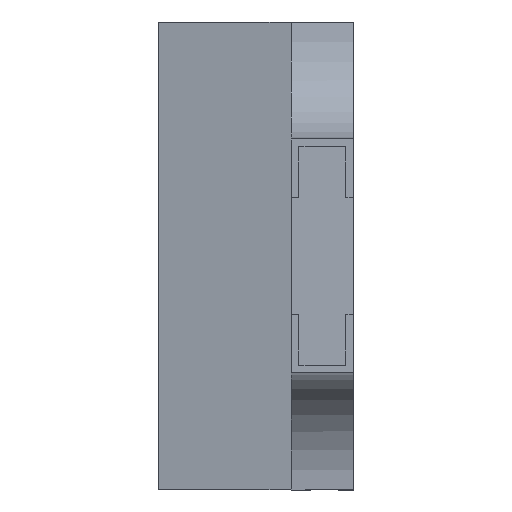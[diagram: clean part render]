
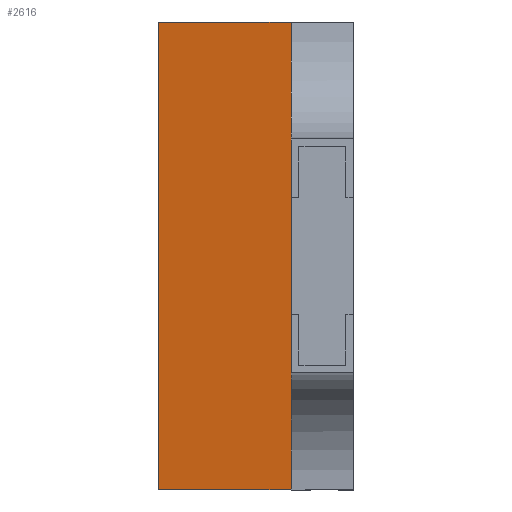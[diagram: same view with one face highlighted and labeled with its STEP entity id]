
A CAD part, left-side view. The second image highlights one B-rep face of the part: STEP entity #2616.
In plain terms, the highlighted planar face has unit normal (-0.985, 0.174, 0).
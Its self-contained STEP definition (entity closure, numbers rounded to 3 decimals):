
#164 = VECTOR ( 'NONE', #2321, 1000. ) ;
#168 = EDGE_CURVE ( 'NONE', #3760, #740, #3613, .T. ) ;
#268 = ORIENTED_EDGE ( 'NONE', *, *, #2968, .T. ) ;
#323 = VERTEX_POINT ( 'NONE', #487 ) ;
#330 = AXIS2_PLACEMENT_3D ( 'NONE', #3123, #3709, #1069 ) ;
#395 = ORIENTED_EDGE ( 'NONE', *, *, #797, .T. ) ;
#487 = CARTESIAN_POINT ( 'NONE',  ( -0.27, 0.25, -0.3 ) ) ;
#740 = VERTEX_POINT ( 'NONE', #2905 ) ;
#773 = PLANE ( 'NONE',  #330 ) ;
#797 = EDGE_CURVE ( 'NONE', #323, #740, #2614, .T. ) ;
#815 = VERTEX_POINT ( 'NONE', #3758 ) ;
#1019 = CARTESIAN_POINT ( 'NONE',  ( -0.3, 0.08, 0.3 ) ) ;
#1041 = LINE ( 'NONE', #1019, #1828 ) ;
#1069 = DIRECTION ( 'NONE',  ( 0.174, 0.985, 0. ) ) ;
#1075 = CARTESIAN_POINT ( 'NONE',  ( -0.3, 0.08, -0.3 ) ) ;
#1307 = EDGE_CURVE ( 'NONE', #815, #3760, #1041, .T. ) ;
#1328 = VECTOR ( 'NONE', #3084, 1000. ) ;
#1809 = LINE ( 'NONE', #2391, #3332 ) ;
#1828 = VECTOR ( 'NONE', #2169, 1000. ) ;
#2169 = DIRECTION ( 'NONE',  ( -0.174, -0.985, 0. ) ) ;
#2321 = DIRECTION ( 'NONE',  ( -0.174, -0.985, 0. ) ) ;
#2369 = DIRECTION ( 'NONE',  ( 0., 0., -1. ) ) ;
#2391 = CARTESIAN_POINT ( 'NONE',  ( -0.27, 0.25, 0.3 ) ) ;
#2524 = FACE_OUTER_BOUND ( 'NONE', #3078, .T. ) ;
#2614 = LINE ( 'NONE', #1075, #164 ) ;
#2616 = ADVANCED_FACE ( 'NONE', ( #2524 ), #773, .F. ) ;
#2822 = ORIENTED_EDGE ( 'NONE', *, *, #1307, .F. ) ;
#2905 = CARTESIAN_POINT ( 'NONE',  ( -0.3, 0.08, -0.3 ) ) ;
#2968 = EDGE_CURVE ( 'NONE', #815, #323, #1809, .T. ) ;
#3068 = CARTESIAN_POINT ( 'NONE',  ( -0.3, 0.08, 0.3 ) ) ;
#3078 = EDGE_LOOP ( 'NONE', ( #268, #395, #3105, #2822 ) ) ;
#3084 = DIRECTION ( 'NONE',  ( 0., 0., -1. ) ) ;
#3105 = ORIENTED_EDGE ( 'NONE', *, *, #168, .F. ) ;
#3123 = CARTESIAN_POINT ( 'NONE',  ( -0.3, 0.08, 0.3 ) ) ;
#3332 = VECTOR ( 'NONE', #2369, 1000. ) ;
#3463 = CARTESIAN_POINT ( 'NONE',  ( -0.3, 0.08, 0.3 ) ) ;
#3613 = LINE ( 'NONE', #3068, #1328 ) ;
#3709 = DIRECTION ( 'NONE',  ( 0.985, -0.174, 0. ) ) ;
#3758 = CARTESIAN_POINT ( 'NONE',  ( -0.27, 0.25, 0.3 ) ) ;
#3760 = VERTEX_POINT ( 'NONE', #3463 ) ;
